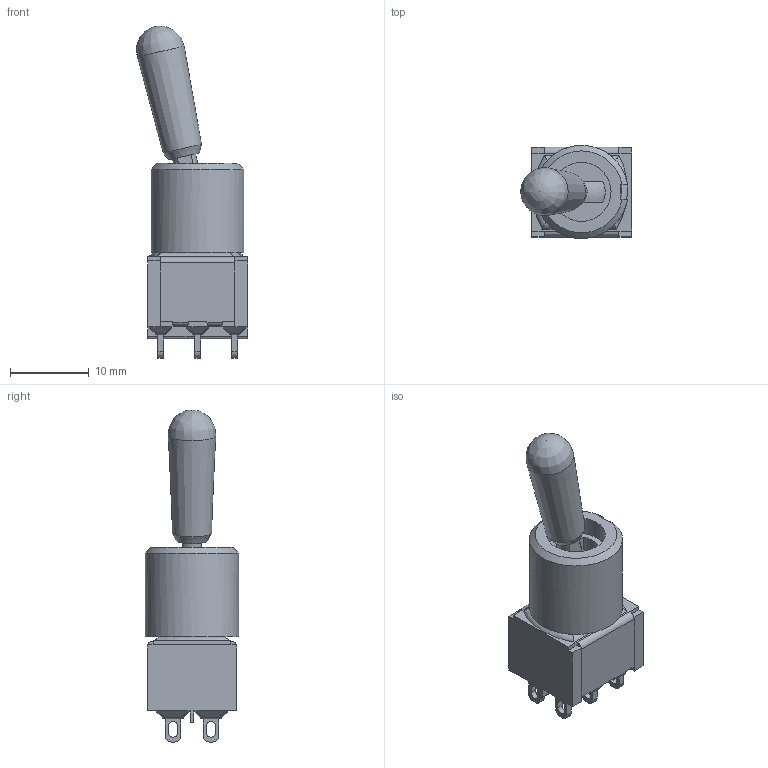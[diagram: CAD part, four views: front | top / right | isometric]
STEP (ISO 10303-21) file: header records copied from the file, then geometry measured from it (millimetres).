
FILE_DESCRIPTION(/* description */ (''),/* implementation_level */ '2;1');
FILE_NAME(/* name */ '100DPxT8B13M1xE.stp',/* time_stamp */ '2024-01-08T14:07:57-06:00',/* author */ ('mwilliams'),/* organization */ (''),/* preprocessor_version */ 'ST-DEVELOPER v18.1',/* originating_system */ 'Autodesk Inventor 2022',/* authorisation */ '');
FILE_SCHEMA (('AUTOMOTIVE_DESIGN { 1 0 10303 214 3 1 1 }'));
Length unit declared in the file: inch
Products named in the file (1): 000022853_Simplify_1
Bounding box: 14.12 x 11.85 x 42.22 mm (x, y, z)
Volume: 2811.9 mm3; surface area: 2171.2 mm2
Topology: 1 solids, 1 shells, 320 faces, 829 edges, 497 vertices
Faces by surface type: plane 195, cylinder 93, sphere 26, cone 3, torus 2, bspline 1
Full cylindrical faces by diameter (mm): 7.5 x3
Entity records: 9575 total; most frequent: CARTESIAN_POINT 1705, DIRECTION 1666, ORIENTED_EDGE 1606, EDGE_CURVE 803, LINE 568, VECTOR 568, AXIS2_PLACEMENT_3D 549, VERTEX_POINT 497
